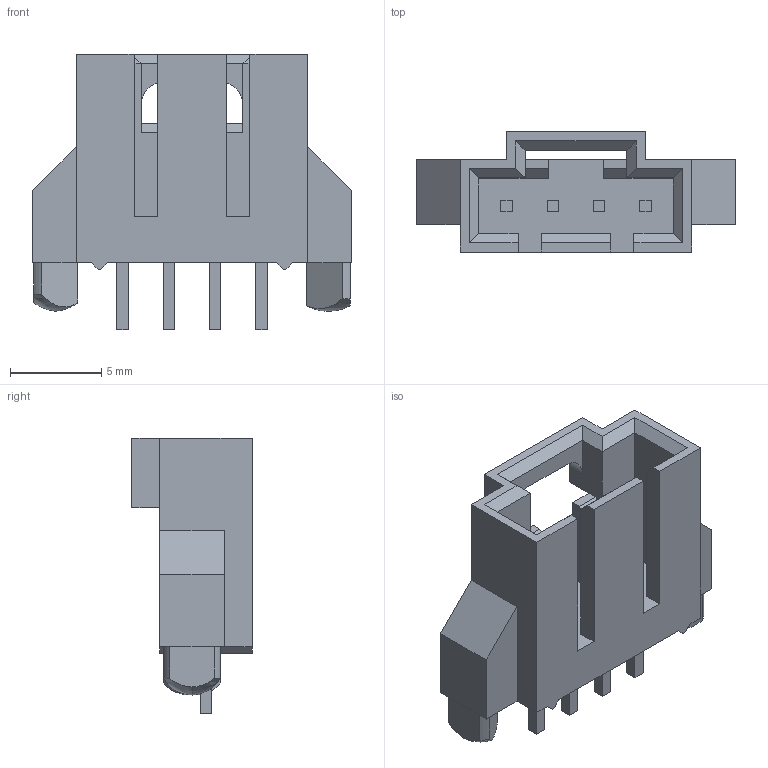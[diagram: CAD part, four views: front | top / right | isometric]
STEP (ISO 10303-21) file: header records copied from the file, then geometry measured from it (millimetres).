
FILE_DESCRIPTION((''),'2;1');
FILE_NAME('705450073','2015-03-17T',('me'),(''),'PRO/ENGINEER BY PARAMETRIC TECHNOLOGY CORPORATION, 2011490','PRO/ENGINEER BY PARAMETRIC TECHNOLOGY CORPORATION, 2011490','');
FILE_SCHEMA(('CONFIG_CONTROL_DESIGN'));
Length unit declared in the file: inch
Products named in the file (1): 705450073
Bounding box: 17.48 x 6.6 x 15.11 mm (x, y, z)
Volume: 533.1 mm3; surface area: 977.1 mm2
Topology: 1 solids, 1 shells, 116 faces, 328 edges, 220 vertices
Faces by surface type: plane 106, cylinder 6, sphere 2, bspline 2
Entity records: 3790 total; most frequent: CARTESIAN_POINT 750, ORIENTED_EDGE 620, DIRECTION 582, EDGE_CURVE 310, VECTOR 284, LINE 284, VERTEX_POINT 204, AXIS2_PLACEMENT_3D 149
